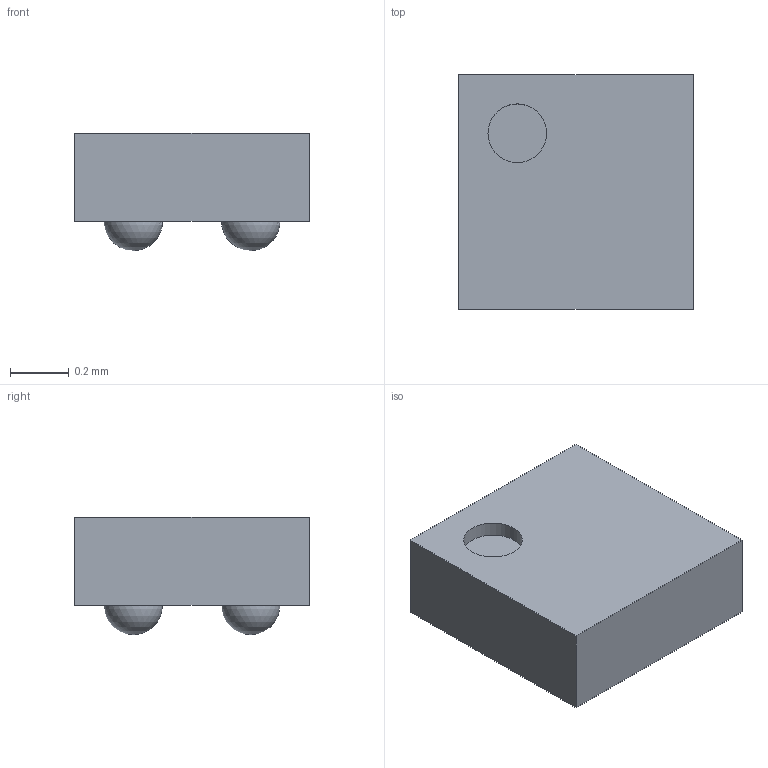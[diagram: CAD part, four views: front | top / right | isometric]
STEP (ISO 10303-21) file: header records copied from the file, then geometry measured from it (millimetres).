
FILE_DESCRIPTION(('FreeCAD Model'),'2;1');
FILE_NAME('Open CASCADE Shape Model','2021-05-23T19:28:19',('Author'),( ''),'Open CASCADE STEP processor 7.4','FreeCAD','Unknown');
FILE_SCHEMA(('AUTOMOTIVE_DESIGN { 1 0 10303 214 1 1 1 1 }'));
Length unit declared in the file: millimetre
Products named in the file (6): Parts; Body; Sphere; Sphere001; Sphere002; Sphere003
Assembly tree (5 placements, depth 2):
  Parts
    Body
    Sphere
    Sphere001
    Sphere002
    Sphere003
Bounding box: 0.8 x 0.8 x 0.4 mm (x, y, z)
Volume: 0.2 mm3; surface area: 2.8 mm2
Topology: 5 solids, 5 shells, 12 faces, 27 edges, 18 vertices
Faces by surface type: plane 7, sphere 4, cylinder 1
Full cylindrical faces by diameter (mm): 0.2 x1
Entity records: 402 total; most frequent: DIRECTION 53, CARTESIAN_POINT 47, ORIENTED_EDGE 30, AXIS2_PLACEMENT_3D 20, EDGE_CURVE 15, VERTEX_POINT 14, FACE_BOUND 13, LINE 13
